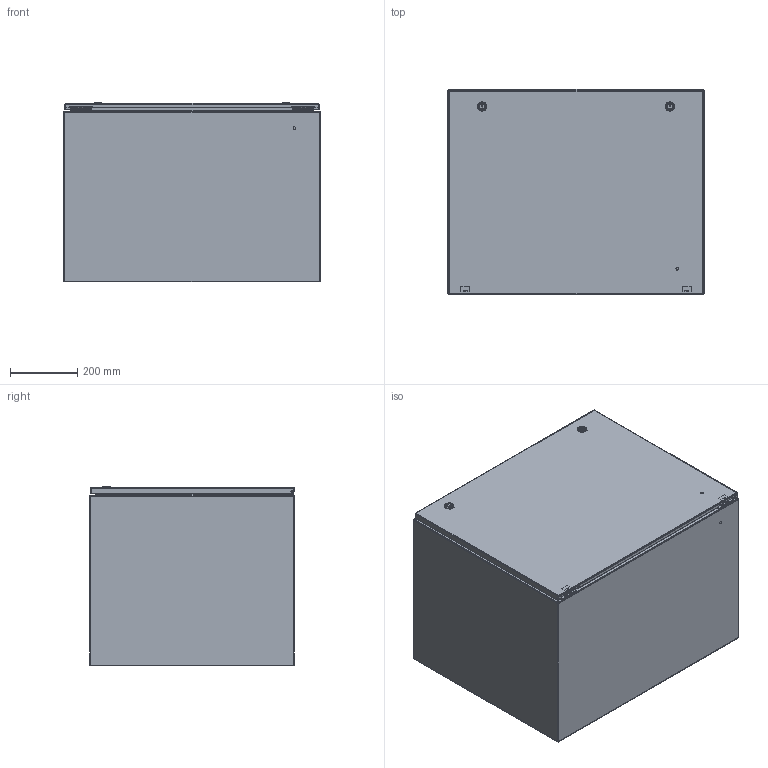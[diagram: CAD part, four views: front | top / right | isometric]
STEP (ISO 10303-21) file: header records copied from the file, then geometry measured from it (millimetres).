
FILE_DESCRIPTION((''),'2;1');
FILE_NAME('N412302420C.iam.stp','2011-08-30T09:05:43',(''),(''),'Autodesk Inventor 2011','Autodesk Inventor 2011','');
FILE_SCHEMA(('AUTOMOTIVE_DESIGN { 1 0 10303 214 1 1 1 1 }'));
Length unit declared in the file: inch
Products named in the file (22): N412302420C; N412302420CBLR; N4122420CTB; N4123024CLID; 38846; 388150; HFW3161; HFW328175; HFW328176; 17376 PIN; 17380 SCREW; 17723 BOX LEAF; 17723-UTI BRACKET; 17910 SEALING WASHER; 35124; 1000-u155_asm; 1000-14_prt; 1000-24_prt; 1000-u142_asm; 1000-318; 1000-03; 1000-277-01
Assembly tree (32 placements, depth 4):
  N412302420C
    N412302420CBLR
    N4122420CTB  x2
    N4123024CLID
    38846  x2
    388150  x4
    HFW3161  x2
    HFW328175  x2
    HFW328176  x2
      17376 PIN
      17380 SCREW
      17723 BOX LEAF
      17723-UTI BRACKET
      17910 SEALING WASHER
    35124  x2
      1000-u155_asm
      1000-14_prt
      1000-24_prt
      1000-u142_asm
        1000-318
        1000-03
        1000-277-01
Bounding box: 762 x 609.6 x 535.3 mm (x, y, z)
Volume: 4613271.1 mm3; surface area: 4941135.8 mm2
Topology: 40 solids, 44 shells, 1822 faces, 4440 edges, 2718 vertices
Faces by surface type: plane 736, cylinder 662, cone 202, bspline 158, torus 56, sphere 8
Full cylindrical faces by diameter (mm): 2.362 x4, 3.175 x2, 3.317 x68, 3.861 x4, 3.962 x2, 4.166 x68, 4.25 x4, 4.366 x4, 4.572 x4, 4.775 x6, 5 x2, 5.5 x2, 6.35 x10, 6.502 x4, 6.985 x4, 7.62 x4, 8.128 x4, 8.56 x2, 9.144 x4, 9.9 x2, 10 x2, 10.2 x2, 11.125 x4, 12.8 x2, 13.5 x2, 14.3 x4, 15.2 x2, 15.8 x2, 16.1 x2, 19.8 x2
Entity records: 32488 total; most frequent: CARTESIAN_POINT 11744, DIRECTION 4134, ORIENTED_EDGE 3929, EDGE_CURVE 1965, AXIS2_PLACEMENT_3D 1531, VERTEX_POINT 1274, EDGE_LOOP 1102, VECTOR 1072
